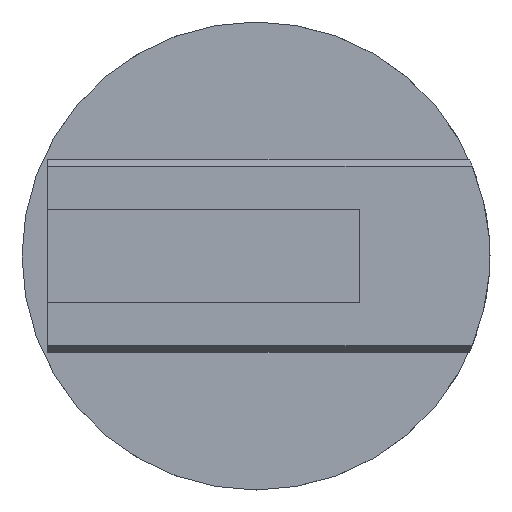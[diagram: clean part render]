
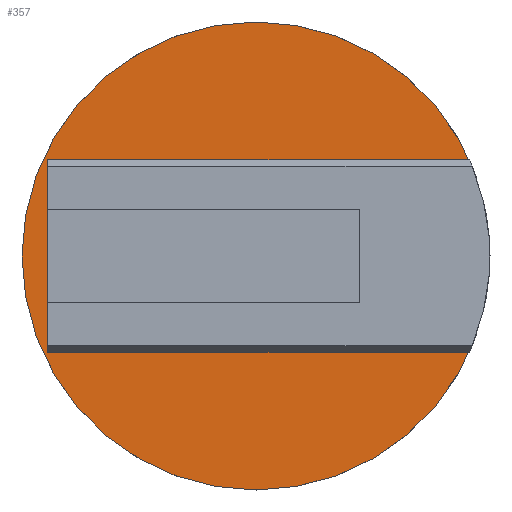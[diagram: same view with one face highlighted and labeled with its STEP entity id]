
A CAD part, front view. The second image highlights one B-rep face of the part: STEP entity #357.
In plain terms, the highlighted planar face has unit normal (0, -1, 0).
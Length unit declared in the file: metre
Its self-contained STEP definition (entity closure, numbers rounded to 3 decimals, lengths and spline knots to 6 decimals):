
#21=CIRCLE('',#393,0.075);
#73=ORIENTED_EDGE('',*,*,#153,.T.);
#74=ORIENTED_EDGE('',*,*,#152,.F.);
#75=ORIENTED_EDGE('',*,*,#141,.F.);
#76=ORIENTED_EDGE('',*,*,#131,.F.);
#131=EDGE_CURVE('',#176,#177,#209,.T.);
#141=EDGE_CURVE('',#177,#184,#21,.T.);
#152=EDGE_CURVE('',#184,#191,#223,.T.);
#153=EDGE_CURVE('',#176,#191,#224,.T.);
#176=VERTEX_POINT('',#536);
#177=VERTEX_POINT('',#538);
#184=VERTEX_POINT('',#558);
#191=VERTEX_POINT('',#578);
#209=LINE('',#537,#239);
#223=LINE('',#579,#253);
#224=LINE('',#581,#254);
#239=VECTOR('',#429,1.);
#253=VECTOR('',#469,1.);
#254=VECTOR('',#472,1.);
#276=EDGE_LOOP('',(#73,#74,#75,#76));
#308=FACE_BOUND('',#276,.T.);
#338=PLANE('',#400);
#357=ADVANCED_FACE('',(#308),#338,.F.);
#393=AXIS2_PLACEMENT_3D('',#557,#448,#449);
#400=AXIS2_PLACEMENT_3D('',#580,#470,#471);
#429=DIRECTION('',(1.,0.,0.));
#448=DIRECTION('',(0.,1.,0.));
#449=DIRECTION('',(-1.,0.,0.));
#469=DIRECTION('',(-1.,0.,0.));
#470=DIRECTION('',(0.,1.,0.));
#471=DIRECTION('',(0.,0.,1.));
#472=DIRECTION('',(0.,0.,1.));
#536=CARTESIAN_POINT('',(-0.06674,-0.002461,-0.025576));
#537=CARTESIAN_POINT('',(0.,-0.002461,-0.025576));
#538=CARTESIAN_POINT('',(0.070504,-0.002461,-0.025576));
#557=CARTESIAN_POINT('',(0.,-0.002461,0.));
#558=CARTESIAN_POINT('',(0.070504,-0.002461,0.025576));
#578=CARTESIAN_POINT('',(-0.06674,-0.002461,0.025576));
#579=CARTESIAN_POINT('',(0.,-0.002461,0.025576));
#580=CARTESIAN_POINT('',(0.,-0.002461,-0.075));
#581=CARTESIAN_POINT('',(-0.06674,-0.002461,-0.034197));
